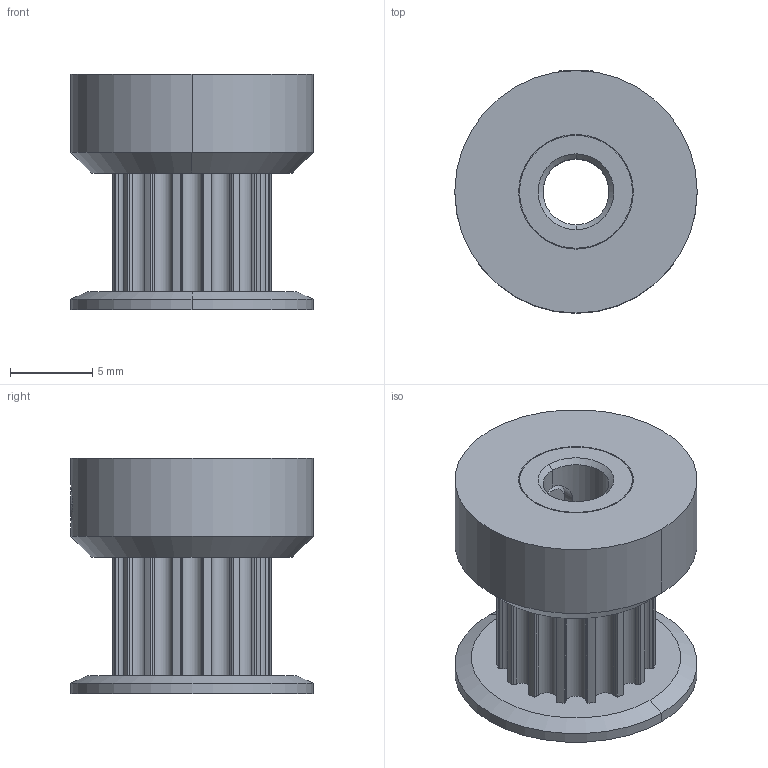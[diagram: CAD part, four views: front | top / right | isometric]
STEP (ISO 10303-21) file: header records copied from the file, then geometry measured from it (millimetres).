
FILE_DESCRIPTION((''),'2;1');
FILE_NAME('16','2022-02-23T',('SYSTEM'),(''),'PRO/ENGINEER BY PARAMETRIC TECHNOLOGY CORPORATION, 2016360','PRO/ENGINEER BY PARAMETRIC TECHNOLOGY CORPORATION, 2016360','');
FILE_SCHEMA(('AUTOMOTIVE_DESIGN { 1 0 10303 214 1 1 1 1 }'));
Length unit declared in the file: millimetre
Products named in the file (1): 16
Bounding box: 14.7 x 14.7 x 14.3 mm (x, y, z)
Volume: 1372.9 mm3; surface area: 1330.5 mm2
Topology: 1 solids, 1 shells, 142 faces, 392 edges, 258 vertices
Faces by surface type: cylinder 112, plane 16, cone 14
Entity records: 5023 total; most frequent: CARTESIAN_POINT 996, DIRECTION 912, ORIENTED_EDGE 784, EDGE_CURVE 392, AXIS2_PLACEMENT_3D 382, VERTEX_POINT 258, CIRCLE 240, EDGE_LOOP 150
